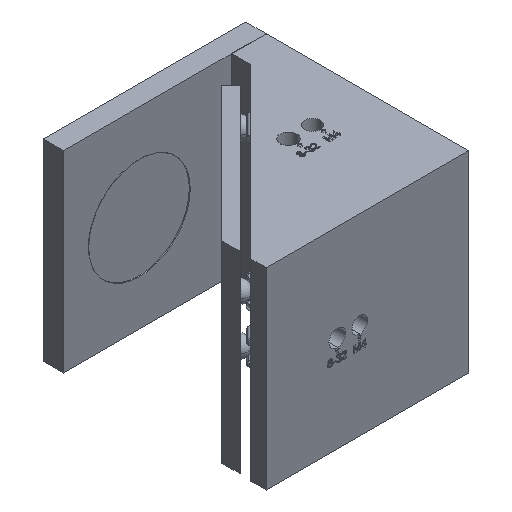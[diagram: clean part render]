
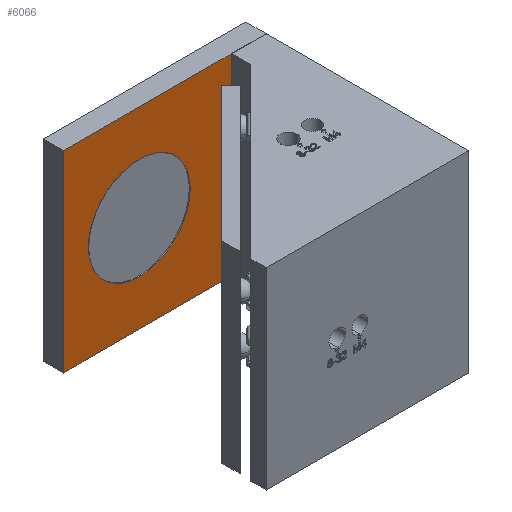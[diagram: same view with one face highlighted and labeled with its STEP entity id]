
A CAD part, isometric view. The second image highlights one B-rep face of the part: STEP entity #6066.
In plain terms, the highlighted planar face has unit normal (0, -1, 0).
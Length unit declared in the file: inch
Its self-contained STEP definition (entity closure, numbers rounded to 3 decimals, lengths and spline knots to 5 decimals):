
#211 = CIRCLE ( 'NONE', #10808, 0.501 ) ;
#285 = CARTESIAN_POINT ( 'NONE',  ( 1.18346, 1.61268, 1.9 ) ) ;
#531 = CARTESIAN_POINT ( 'NONE',  ( 1.01446, 1.61268, 0.2 ) ) ;
#1277 = CARTESIAN_POINT ( 'NONE',  ( -0.81654, 1.61268, 1.9 ) ) ;
#2935 = ORIENTED_EDGE ( 'NONE', *, *, #15911, .T. ) ;
#3199 = DIRECTION ( 'NONE',  ( -1., 0., 0. ) ) ;
#3679 = VERTEX_POINT ( 'NONE', #30795 ) ;
#4153 = CARTESIAN_POINT ( 'NONE',  ( -0.06654, 1.61268, 0.95 ) ) ;
#4705 = CARTESIAN_POINT ( 'NONE',  ( -0.81654, 1.61268, 0. ) ) ;
#4930 = VERTEX_POINT ( 'NONE', #285 ) ;
#4936 = VERTEX_POINT ( 'NONE', #17728 ) ;
#5397 = CARTESIAN_POINT ( 'NONE',  ( -0.06654, 1.61268, 0.95 ) ) ;
#5487 = ORIENTED_EDGE ( 'NONE', *, *, #43312, .F. ) ;
#5638 = CARTESIAN_POINT ( 'NONE',  ( 1.01446, 1.61268, 1.7 ) ) ;
#5779 = ORIENTED_EDGE ( 'NONE', *, *, #35157, .T. ) ;
#5878 = DIRECTION ( 'NONE',  ( 1., 0., 0. ) ) ;
#6066 = ADVANCED_FACE ( 'NONE', ( #21841, #33936, #43141, #31640 ), #14365, .F. ) ;
#6137 = EDGE_CURVE ( 'NONE', #16748, #3679, #29921, .T. ) ;
#6920 = VERTEX_POINT ( 'NONE', #4705 ) ;
#7268 = VERTEX_POINT ( 'NONE', #19514 ) ;
#8644 = EDGE_LOOP ( 'NONE', ( #30866, #2935 ) ) ;
#9270 = AXIS2_PLACEMENT_3D ( 'NONE', #37133, #29731, #18797 ) ;
#9537 = DIRECTION ( 'NONE',  ( -1., 0., 0. ) ) ;
#9881 = CARTESIAN_POINT ( 'NONE',  ( -0.81654, 1.61268, 0. ) ) ;
#10113 = EDGE_CURVE ( 'NONE', #35244, #4930, #27299, .T. ) ;
#10175 = EDGE_LOOP ( 'NONE', ( #21688, #5487, #24191, #13684 ) ) ;
#10698 = CARTESIAN_POINT ( 'NONE',  ( 0.95021, 1.61268, 1.7 ) ) ;
#10808 = AXIS2_PLACEMENT_3D ( 'NONE', #5397, #20439, #5878 ) ;
#13684 = ORIENTED_EDGE ( 'NONE', *, *, #38569, .T. ) ;
#14365 = PLANE ( 'NONE',  #43311 ) ;
#14629 = VECTOR ( 'NONE', #16807, 39.37008 ) ;
#14867 = CARTESIAN_POINT ( 'NONE',  ( -0.56754, 1.61268, 0.95 ) ) ;
#14925 = CARTESIAN_POINT ( 'NONE',  ( 1.18346, 1.61268, 0. ) ) ;
#15911 = EDGE_CURVE ( 'NONE', #4936, #20743, #31017, .T. ) ;
#16677 = DIRECTION ( 'NONE',  ( 0., 1., 0. ) ) ;
#16748 = VERTEX_POINT ( 'NONE', #14867 ) ;
#16807 = DIRECTION ( 'NONE',  ( 1., 0., 0. ) ) ;
#17126 = EDGE_LOOP ( 'NONE', ( #5779, #33872 ) ) ;
#17545 = VECTOR ( 'NONE', #32561, 39.37008 ) ;
#17728 = CARTESIAN_POINT ( 'NONE',  ( 1.07871, 1.61268, 1.7 ) ) ;
#18762 = AXIS2_PLACEMENT_3D ( 'NONE', #531, #29220, #32935 ) ;
#18797 = DIRECTION ( 'NONE',  ( -1., 0., 0. ) ) ;
#18844 = VECTOR ( 'NONE', #32609, 39.37008 ) ;
#19514 = CARTESIAN_POINT ( 'NONE',  ( 0.95021, 1.61268, 0.2 ) ) ;
#20439 = DIRECTION ( 'NONE',  ( 0., -1., 0. ) ) ;
#20563 = DIRECTION ( 'NONE',  ( 0., 1., 0. ) ) ;
#20743 = VERTEX_POINT ( 'NONE', #10698 ) ;
#21688 = ORIENTED_EDGE ( 'NONE', *, *, #10113, .T. ) ;
#21734 = CARTESIAN_POINT ( 'NONE',  ( -0.81654, 1.61268, 0. ) ) ;
#21841 = FACE_BOUND ( 'NONE', #37761, .T. ) ;
#23127 = CIRCLE ( 'NONE', #9270, 0.06425 ) ;
#23680 = ORIENTED_EDGE ( 'NONE', *, *, #33187, .F. ) ;
#24191 = ORIENTED_EDGE ( 'NONE', *, *, #39305, .F. ) ;
#24392 = LINE ( 'NONE', #42331, #14629 ) ;
#26438 = CIRCLE ( 'NONE', #18762, 0.06425 ) ;
#26546 = DIRECTION ( 'NONE',  ( 0., -1., 0. ) ) ;
#26837 = CARTESIAN_POINT ( 'NONE',  ( 1.07871, 1.61268, 0.2 ) ) ;
#27299 = LINE ( 'NONE', #32407, #17545 ) ;
#27633 = DIRECTION ( 'NONE',  ( 0., 0., 1. ) ) ;
#29220 = DIRECTION ( 'NONE',  ( 0., 1., 0. ) ) ;
#29446 = AXIS2_PLACEMENT_3D ( 'NONE', #5638, #16677, #9537 ) ;
#29731 = DIRECTION ( 'NONE',  ( 0., 1., 0. ) ) ;
#29778 = LINE ( 'NONE', #31355, #18844 ) ;
#29921 = CIRCLE ( 'NONE', #34105, 0.501 ) ;
#30795 = CARTESIAN_POINT ( 'NONE',  ( 0.43446, 1.61268, 0.95 ) ) ;
#30866 = ORIENTED_EDGE ( 'NONE', *, *, #45738, .T. ) ;
#31017 = CIRCLE ( 'NONE', #33330, 0.06425 ) ;
#31355 = CARTESIAN_POINT ( 'NONE',  ( -0.81654, 1.61268, 0. ) ) ;
#31640 = FACE_OUTER_BOUND ( 'NONE', #10175, .T. ) ;
#32407 = CARTESIAN_POINT ( 'NONE',  ( 1.18346, 1.61268, 0. ) ) ;
#32561 = DIRECTION ( 'NONE',  ( 0., 0., 1. ) ) ;
#32609 = DIRECTION ( 'NONE',  ( 1., 0., 0. ) ) ;
#32679 = VERTEX_POINT ( 'NONE', #1277 ) ;
#32935 = DIRECTION ( 'NONE',  ( -1., 0., 0. ) ) ;
#33187 = EDGE_CURVE ( 'NONE', #3679, #16748, #211, .T. ) ;
#33330 = AXIS2_PLACEMENT_3D ( 'NONE', #42568, #20563, #46269 ) ;
#33452 = CIRCLE ( 'NONE', #29446, 0.06425 ) ;
#33549 = EDGE_CURVE ( 'NONE', #41471, #7268, #23127, .T. ) ;
#33872 = ORIENTED_EDGE ( 'NONE', *, *, #33549, .T. ) ;
#33936 = FACE_BOUND ( 'NONE', #17126, .T. ) ;
#34105 = AXIS2_PLACEMENT_3D ( 'NONE', #4153, #26546, #41005 ) ;
#35157 = EDGE_CURVE ( 'NONE', #7268, #41471, #26438, .T. ) ;
#35244 = VERTEX_POINT ( 'NONE', #14925 ) ;
#37133 = CARTESIAN_POINT ( 'NONE',  ( 1.01446, 1.61268, 0.2 ) ) ;
#37761 = EDGE_LOOP ( 'NONE', ( #23680, #42768 ) ) ;
#38569 = EDGE_CURVE ( 'NONE', #6920, #35244, #29778, .T. ) ;
#39305 = EDGE_CURVE ( 'NONE', #6920, #32679, #47003, .T. ) ;
#41005 = DIRECTION ( 'NONE',  ( 1., 0., 0. ) ) ;
#41471 = VERTEX_POINT ( 'NONE', #26837 ) ;
#42331 = CARTESIAN_POINT ( 'NONE',  ( -0.81654, 1.61268, 1.9 ) ) ;
#42568 = CARTESIAN_POINT ( 'NONE',  ( 1.01446, 1.61268, 1.7 ) ) ;
#42768 = ORIENTED_EDGE ( 'NONE', *, *, #6137, .F. ) ;
#43141 = FACE_BOUND ( 'NONE', #8644, .T. ) ;
#43311 = AXIS2_PLACEMENT_3D ( 'NONE', #21734, #47440, #3199 ) ;
#43312 = EDGE_CURVE ( 'NONE', #32679, #4930, #24392, .T. ) ;
#45738 = EDGE_CURVE ( 'NONE', #20743, #4936, #33452, .T. ) ;
#45835 = VECTOR ( 'NONE', #27633, 39.37008 ) ;
#46269 = DIRECTION ( 'NONE',  ( -1., 0., 0. ) ) ;
#47003 = LINE ( 'NONE', #9881, #45835 ) ;
#47440 = DIRECTION ( 'NONE',  ( 0., 1., 0. ) ) ;
